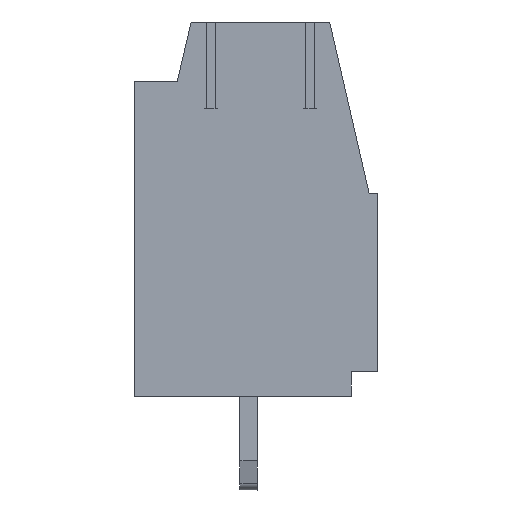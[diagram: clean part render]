
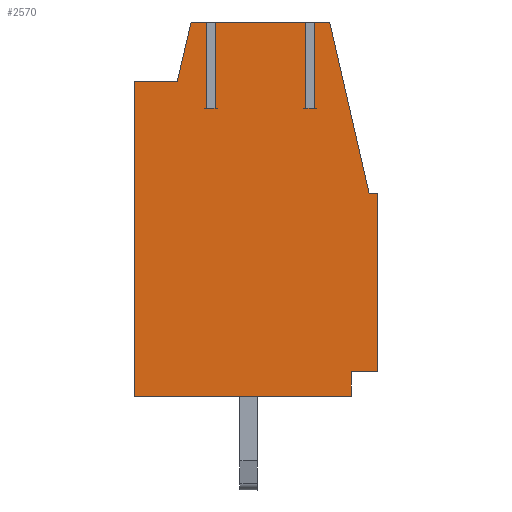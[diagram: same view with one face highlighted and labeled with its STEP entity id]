
A CAD part, left-side view. The second image highlights one B-rep face of the part: STEP entity #2570.
In plain terms, the highlighted planar face has unit normal (-1, 0, 0).
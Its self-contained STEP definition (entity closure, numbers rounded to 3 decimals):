
#2422=AXIS2_PLACEMENT_3D('Plane Axis2P3D',#2419,#2420,#2421) ;
#2419=CARTESIAN_POINT('Axis2P3D Location',(0.,8.3,0.)) ;
#2424=CARTESIAN_POINT('Line Origine',(0.,4.,16.)) ;
#2428=CARTESIAN_POINT('Vertex',(0.,2.45,16.)) ;
#2430=CARTESIAN_POINT('Vertex',(0.,5.55,16.)) ;
#2433=CARTESIAN_POINT('Line Origine',(0.,5.55,14.525)) ;
#2437=CARTESIAN_POINT('Vertex',(0.,5.55,13.05)) ;
#2440=CARTESIAN_POINT('Line Origine',(0.,5.7,13.05)) ;
#2444=CARTESIAN_POINT('Vertex',(0.,5.85,13.05)) ;
#2447=CARTESIAN_POINT('Line Origine',(0.,5.85,14.525)) ;
#2451=CARTESIAN_POINT('Vertex',(0.,5.85,16.)) ;
#2454=CARTESIAN_POINT('Line Origine',(0.,6.11,16.)) ;
#2458=CARTESIAN_POINT('Vertex',(0.,6.37,16.)) ;
#2461=CARTESIAN_POINT('Line Origine',(0.,6.607,14.975)) ;
#2465=CARTESIAN_POINT('Vertex',(0.,6.844,13.95)) ;
#2468=CARTESIAN_POINT('Line Origine',(0.,7.572,13.95)) ;
#2472=CARTESIAN_POINT('Vertex',(0.,8.3,13.95)) ;
#2475=CARTESIAN_POINT('Line Origine',(0.,8.3,8.575)) ;
#2479=CARTESIAN_POINT('Vertex',(0.,8.3,3.2)) ;
#2482=CARTESIAN_POINT('Line Origine',(0.,4.6,3.2)) ;
#2486=CARTESIAN_POINT('Vertex',(0.,0.9,3.2)) ;
#2489=CARTESIAN_POINT('Line Origine',(0.,0.9,3.626)) ;
#2493=CARTESIAN_POINT('Vertex',(0.,0.9,4.052)) ;
#2496=CARTESIAN_POINT('Line Origine',(0.,0.45,4.052)) ;
#2500=CARTESIAN_POINT('Vertex',(0.,0.,4.052)) ;
#2503=CARTESIAN_POINT('Line Origine',(0.,0.,7.101)) ;
#2507=CARTESIAN_POINT('Vertex',(0.,0.,10.15)) ;
#2510=CARTESIAN_POINT('Line Origine',(0.,0.14,10.15)) ;
#2514=CARTESIAN_POINT('Vertex',(0.,0.28,10.15)) ;
#2517=CARTESIAN_POINT('Line Origine',(0.,0.956,13.075)) ;
#2521=CARTESIAN_POINT('Vertex',(0.,1.631,16.)) ;
#2524=CARTESIAN_POINT('Line Origine',(0.,1.89,16.)) ;
#2528=CARTESIAN_POINT('Vertex',(0.,2.15,16.)) ;
#2531=CARTESIAN_POINT('Line Origine',(0.,2.15,14.525)) ;
#2535=CARTESIAN_POINT('Vertex',(0.,2.15,13.05)) ;
#2538=CARTESIAN_POINT('Line Origine',(0.,2.3,13.05)) ;
#2542=CARTESIAN_POINT('Vertex',(0.,2.45,13.05)) ;
#2545=CARTESIAN_POINT('Line Origine',(0.,2.45,14.525)) ;
#2420=DIRECTION('Axis2P3D Direction',(-1.,0.,0.)) ;
#2421=DIRECTION('Axis2P3D XDirection',(0.,-1.,0.)) ;
#2425=DIRECTION('Vector Direction',(0.,1.,0.)) ;
#2434=DIRECTION('Vector Direction',(0.,0.,-1.)) ;
#2441=DIRECTION('Vector Direction',(0.,1.,0.)) ;
#2448=DIRECTION('Vector Direction',(0.,0.,-1.)) ;
#2455=DIRECTION('Vector Direction',(0.,1.,0.)) ;
#2462=DIRECTION('Vector Direction',(0.,0.225,-0.974)) ;
#2469=DIRECTION('Vector Direction',(0.,1.,0.)) ;
#2476=DIRECTION('Vector Direction',(0.,0.,-1.)) ;
#2483=DIRECTION('Vector Direction',(0.,-1.,0.)) ;
#2490=DIRECTION('Vector Direction',(0.,0.,1.)) ;
#2497=DIRECTION('Vector Direction',(0.,-1.,0.)) ;
#2504=DIRECTION('Vector Direction',(0.,0.,1.)) ;
#2511=DIRECTION('Vector Direction',(0.,1.,0.)) ;
#2518=DIRECTION('Vector Direction',(0.,0.225,0.974)) ;
#2525=DIRECTION('Vector Direction',(0.,1.,0.)) ;
#2532=DIRECTION('Vector Direction',(0.,0.,-1.)) ;
#2539=DIRECTION('Vector Direction',(0.,1.,0.)) ;
#2546=DIRECTION('Vector Direction',(0.,0.,-1.)) ;
#2426=VECTOR('Line Direction',#2425,1.) ;
#2435=VECTOR('Line Direction',#2434,1.) ;
#2442=VECTOR('Line Direction',#2441,1.) ;
#2449=VECTOR('Line Direction',#2448,1.) ;
#2456=VECTOR('Line Direction',#2455,1.) ;
#2463=VECTOR('Line Direction',#2462,1.) ;
#2470=VECTOR('Line Direction',#2469,1.) ;
#2477=VECTOR('Line Direction',#2476,1.) ;
#2484=VECTOR('Line Direction',#2483,1.) ;
#2491=VECTOR('Line Direction',#2490,1.) ;
#2498=VECTOR('Line Direction',#2497,1.) ;
#2505=VECTOR('Line Direction',#2504,1.) ;
#2512=VECTOR('Line Direction',#2511,1.) ;
#2519=VECTOR('Line Direction',#2518,1.) ;
#2526=VECTOR('Line Direction',#2525,1.) ;
#2533=VECTOR('Line Direction',#2532,1.) ;
#2540=VECTOR('Line Direction',#2539,1.) ;
#2547=VECTOR('Line Direction',#2546,1.) ;
#2551=ORIENTED_EDGE('',*,*,#2432,.T.) ;
#2552=ORIENTED_EDGE('',*,*,#2439,.T.) ;
#2553=ORIENTED_EDGE('',*,*,#2446,.T.) ;
#2554=ORIENTED_EDGE('',*,*,#2453,.F.) ;
#2555=ORIENTED_EDGE('',*,*,#2460,.T.) ;
#2556=ORIENTED_EDGE('',*,*,#2467,.T.) ;
#2557=ORIENTED_EDGE('',*,*,#2474,.T.) ;
#2558=ORIENTED_EDGE('',*,*,#2481,.T.) ;
#2559=ORIENTED_EDGE('',*,*,#2488,.T.) ;
#2560=ORIENTED_EDGE('',*,*,#2495,.T.) ;
#2561=ORIENTED_EDGE('',*,*,#2502,.T.) ;
#2562=ORIENTED_EDGE('',*,*,#2509,.T.) ;
#2563=ORIENTED_EDGE('',*,*,#2516,.T.) ;
#2564=ORIENTED_EDGE('',*,*,#2523,.T.) ;
#2565=ORIENTED_EDGE('',*,*,#2530,.T.) ;
#2566=ORIENTED_EDGE('',*,*,#2537,.T.) ;
#2567=ORIENTED_EDGE('',*,*,#2544,.T.) ;
#2568=ORIENTED_EDGE('',*,*,#2549,.F.) ;
#2570=ADVANCED_FACE('2_Pole_Body',(#2569),#2423,.T.) ;
#2432=EDGE_CURVE('',#2429,#2431,#2427,.T.) ;
#2439=EDGE_CURVE('',#2431,#2438,#2436,.T.) ;
#2446=EDGE_CURVE('',#2438,#2445,#2443,.T.) ;
#2453=EDGE_CURVE('',#2452,#2445,#2450,.T.) ;
#2460=EDGE_CURVE('',#2452,#2459,#2457,.T.) ;
#2467=EDGE_CURVE('',#2459,#2466,#2464,.T.) ;
#2474=EDGE_CURVE('',#2466,#2473,#2471,.T.) ;
#2481=EDGE_CURVE('',#2473,#2480,#2478,.T.) ;
#2488=EDGE_CURVE('',#2480,#2487,#2485,.T.) ;
#2495=EDGE_CURVE('',#2487,#2494,#2492,.T.) ;
#2502=EDGE_CURVE('',#2494,#2501,#2499,.T.) ;
#2509=EDGE_CURVE('',#2501,#2508,#2506,.T.) ;
#2516=EDGE_CURVE('',#2508,#2515,#2513,.T.) ;
#2523=EDGE_CURVE('',#2515,#2522,#2520,.T.) ;
#2530=EDGE_CURVE('',#2522,#2529,#2527,.T.) ;
#2537=EDGE_CURVE('',#2529,#2536,#2534,.T.) ;
#2544=EDGE_CURVE('',#2536,#2543,#2541,.T.) ;
#2549=EDGE_CURVE('',#2429,#2543,#2548,.T.) ;
#2550=EDGE_LOOP('',(#2551,#2552,#2553,#2554,#2555,#2556,#2557,#2558,#2559,#2560,#2561,#2562,#2563,#2564,#2565,#2566,#2567,#2568)) ;
#2569=FACE_OUTER_BOUND('',#2550,.T.) ;
#2427=LINE('Line',#2424,#2426) ;
#2436=LINE('Line',#2433,#2435) ;
#2443=LINE('Line',#2440,#2442) ;
#2450=LINE('Line',#2447,#2449) ;
#2457=LINE('Line',#2454,#2456) ;
#2464=LINE('Line',#2461,#2463) ;
#2471=LINE('Line',#2468,#2470) ;
#2478=LINE('Line',#2475,#2477) ;
#2485=LINE('Line',#2482,#2484) ;
#2492=LINE('Line',#2489,#2491) ;
#2499=LINE('Line',#2496,#2498) ;
#2506=LINE('Line',#2503,#2505) ;
#2513=LINE('Line',#2510,#2512) ;
#2520=LINE('Line',#2517,#2519) ;
#2527=LINE('Line',#2524,#2526) ;
#2534=LINE('Line',#2531,#2533) ;
#2541=LINE('Line',#2538,#2540) ;
#2548=LINE('Line',#2545,#2547) ;
#2423=PLANE('',#2422) ;
#2429=VERTEX_POINT('',#2428) ;
#2431=VERTEX_POINT('',#2430) ;
#2438=VERTEX_POINT('',#2437) ;
#2445=VERTEX_POINT('',#2444) ;
#2452=VERTEX_POINT('',#2451) ;
#2459=VERTEX_POINT('',#2458) ;
#2466=VERTEX_POINT('',#2465) ;
#2473=VERTEX_POINT('',#2472) ;
#2480=VERTEX_POINT('',#2479) ;
#2487=VERTEX_POINT('',#2486) ;
#2494=VERTEX_POINT('',#2493) ;
#2501=VERTEX_POINT('',#2500) ;
#2508=VERTEX_POINT('',#2507) ;
#2515=VERTEX_POINT('',#2514) ;
#2522=VERTEX_POINT('',#2521) ;
#2529=VERTEX_POINT('',#2528) ;
#2536=VERTEX_POINT('',#2535) ;
#2543=VERTEX_POINT('',#2542) ;
